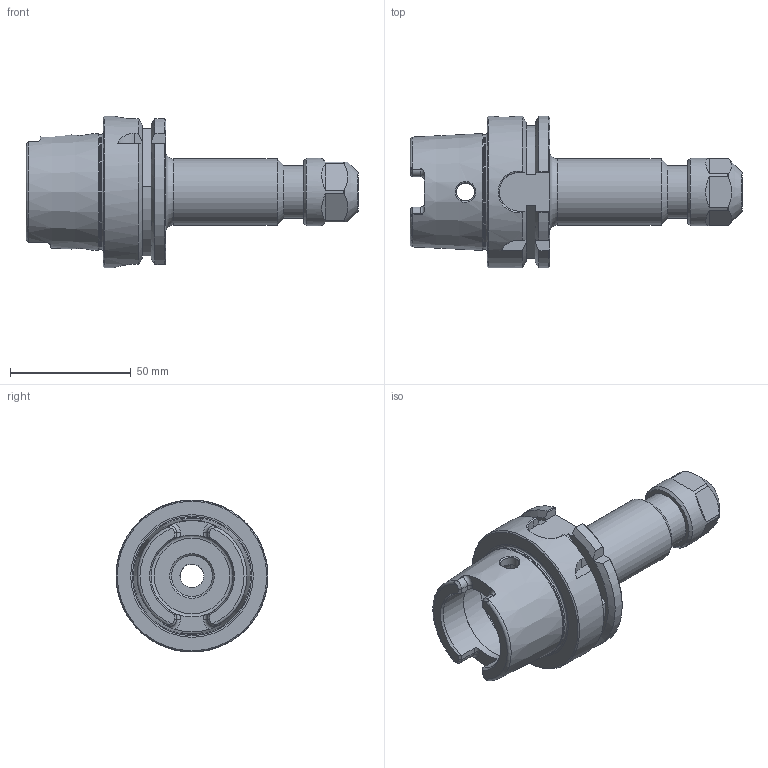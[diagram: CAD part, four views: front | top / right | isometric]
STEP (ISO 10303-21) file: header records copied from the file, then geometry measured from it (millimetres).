
FILE_DESCRIPTION((''),'2;1');
FILE_NAME('H63-16ERC416.stp','2014-08-21T10:00:47',('kaykin'),(''),'Autodesk Inventor 2012','Autodesk Inventor 2012','');
FILE_SCHEMA(('AUTOMOTIVE_DESIGN { 1 0 10303 214 1 1 1 1 }'));
Length unit declared in the file: inch
Products named in the file (3): H63-16ERC416; H63-16ER4-1; 16ERHCN
Assembly tree (2 placements, depth 2):
  H63-16ERC416
    H63-16ER4-1
    16ERHCN
Bounding box: 137.66 x 63 x 63 mm (x, y, z)
Volume: 115795.7 mm3; surface area: 33562.3 mm2
Topology: 2 solids, 2 shells, 173 faces, 444 edges, 280 vertices
Faces by surface type: plane 74, cylinder 42, cone 30, torus 20, bspline 7
Full cylindrical faces by diameter (mm): 7.5 x2, 9.728 x1, 10 x1, 11.176 x1, 11.5 x1, 16.8 x1, 16.916 x1, 19.016 x1, 20.5 x1, 22 x1, 23 x1, 27.432 x1, 28 x1, 34 x2, 40 x1, 48.041 x1, 63 x1
Entity records: 5884 total; most frequent: CARTESIAN_POINT 1793, DIRECTION 800, ORIENTED_EDGE 772, EDGE_CURVE 386, AXIS2_PLACEMENT_3D 326, VERTEX_POINT 265, EDGE_LOOP 229, FACE_OUTER_BOUND 173
